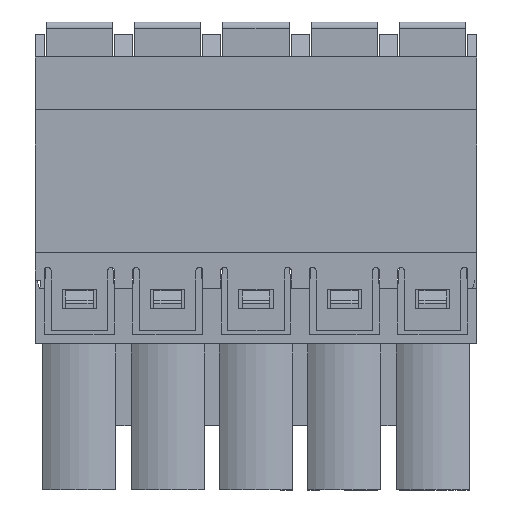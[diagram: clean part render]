
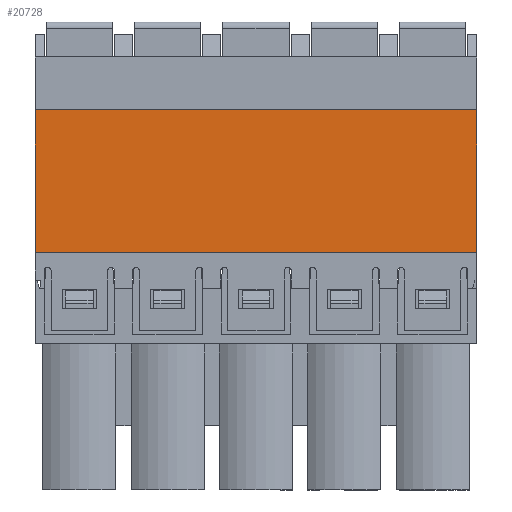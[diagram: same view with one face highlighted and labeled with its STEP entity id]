
A CAD part, front view. The second image highlights one B-rep face of the part: STEP entity #20728.
In plain terms, the highlighted planar face has unit normal (0, -1, 0).
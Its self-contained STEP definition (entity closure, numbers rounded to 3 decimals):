
#1872=ORIENTED_EDGE('',*,*,#7629,.T.);
#1873=ORIENTED_EDGE('',*,*,#7630,.F.);
#1874=ORIENTED_EDGE('',*,*,#7045,.F.);
#1875=ORIENTED_EDGE('',*,*,#7628,.T.);
#7045=EDGE_CURVE('',#10035,#10036,#12076,.T.);
#7628=EDGE_CURVE('',#10035,#10456,#12619,.T.);
#7629=EDGE_CURVE('',#10456,#10457,#12620,.T.);
#7630=EDGE_CURVE('',#10036,#10457,#12621,.T.);
#10035=VERTEX_POINT('',#29436);
#10036=VERTEX_POINT('',#29438);
#10456=VERTEX_POINT('',#30578);
#10457=VERTEX_POINT('',#30582);
#12076=LINE('',#29437,#14823);
#12619=LINE('',#30579,#15366);
#12620=LINE('',#30581,#15367);
#12621=LINE('',#30583,#15368);
#14823=VECTOR('',#23625,1000.);
#15366=VECTOR('',#24524,1000.);
#15367=VECTOR('',#24527,1000.);
#15368=VECTOR('',#24528,1000.);
#17424=EDGE_LOOP('',(#1872,#1873,#1874,#1875));
#18607=FACE_BOUND('',#17424,.T.);
#19750=PLANE('',#21952);
#20728=ADVANCED_FACE('',(#18607),#19750,.F.);
#21952=AXIS2_PLACEMENT_3D('',#30580,#24525,#24526);
#23625=DIRECTION('',(0.,0.,-1.));
#24524=DIRECTION('',(-1.,0.,0.));
#24525=DIRECTION('',(0.,1.,0.));
#24526=DIRECTION('',(0.,0.,1.));
#24527=DIRECTION('',(0.,0.,-1.));
#24528=DIRECTION('',(-1.,0.,0.));
#29436=CARTESIAN_POINT('',(12.7,-5.27,4.1));
#29437=CARTESIAN_POINT('',(12.7,-5.27,4.1));
#29438=CARTESIAN_POINT('',(12.7,-5.27,-4.1));
#30578=CARTESIAN_POINT('',(-12.7,-5.27,4.1));
#30579=CARTESIAN_POINT('',(12.7,-5.27,4.1));
#30580=CARTESIAN_POINT('',(12.7,-5.27,4.1));
#30581=CARTESIAN_POINT('',(-12.7,-5.27,4.1));
#30582=CARTESIAN_POINT('',(-12.7,-5.27,-4.1));
#30583=CARTESIAN_POINT('',(12.7,-5.27,-4.1));
